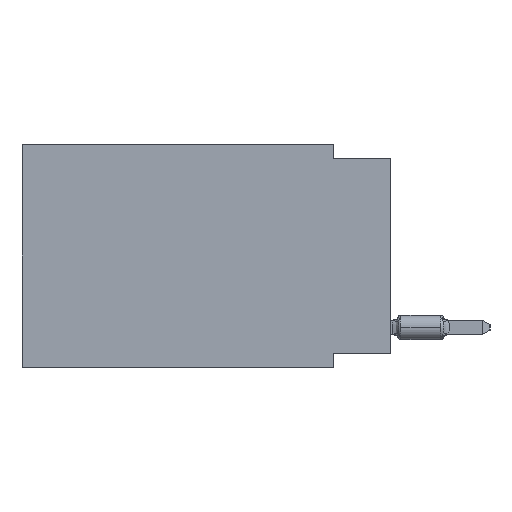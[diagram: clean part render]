
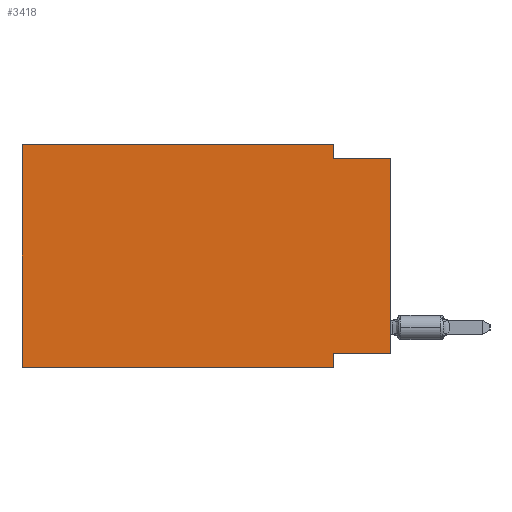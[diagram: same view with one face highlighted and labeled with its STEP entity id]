
A CAD part, left-side view. The second image highlights one B-rep face of the part: STEP entity #3418.
In plain terms, the highlighted planar face has unit normal (-1, 0, 0).
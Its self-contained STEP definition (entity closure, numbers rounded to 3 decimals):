
#57 = DIRECTION ( 'NONE',  ( 0., -1., 0. ) ) ;
#218 = VERTEX_POINT ( 'NONE', #548 ) ;
#453 = EDGE_CURVE ( 'NONE', #29853, #15458, #18868, .T. ) ;
#472 = ORIENTED_EDGE ( 'NONE', *, *, #26914, .T. ) ;
#548 = CARTESIAN_POINT ( 'NONE',  ( 0., 0., -0.635 ) ) ;
#1338 = VERTEX_POINT ( 'NONE', #16868 ) ;
#1469 = DIRECTION ( 'NONE',  ( 0., -1., 0. ) ) ;
#3418 = ADVANCED_FACE ( 'NONE', ( #16634 ), #9226, .F. ) ;
#3493 = EDGE_CURVE ( 'NONE', #13853, #218, #25921, .T. ) ;
#3943 = CARTESIAN_POINT ( 'NONE',  ( 0., 16.383, -9.906 ) ) ;
#4188 = LINE ( 'NONE', #8991, #16880 ) ;
#4754 = VECTOR ( 'NONE', #5303, 1000. ) ;
#5303 = DIRECTION ( 'NONE',  ( 0., 0., -1. ) ) ;
#5992 = DIRECTION ( 'NONE',  ( 0., 0., 1. ) ) ;
#6665 = VECTOR ( 'NONE', #1469, 1000. ) ;
#6772 = ORIENTED_EDGE ( 'NONE', *, *, #12097, .F. ) ;
#7077 = ORIENTED_EDGE ( 'NONE', *, *, #453, .F. ) ;
#8837 = DIRECTION ( 'NONE',  ( 0., 0., -1. ) ) ;
#8935 = ORIENTED_EDGE ( 'NONE', *, *, #9876, .F. ) ;
#8991 = CARTESIAN_POINT ( 'NONE',  ( 0., 2.54, -9.906 ) ) ;
#9226 = PLANE ( 'NONE',  #10229 ) ;
#9254 = DIRECTION ( 'NONE',  ( 0., 0., 1. ) ) ;
#9522 = VECTOR ( 'NONE', #30474, 1000. ) ;
#9551 = LINE ( 'NONE', #18986, #26348 ) ;
#9804 = EDGE_LOOP ( 'NONE', ( #11336, #16323, #29835, #18639, #6772, #472, #8935, #7077 ) ) ;
#9876 = EDGE_CURVE ( 'NONE', #15458, #26343, #4188, .T. ) ;
#10083 = CARTESIAN_POINT ( 'NONE',  ( 0., 16.383, 0. ) ) ;
#10229 = AXIS2_PLACEMENT_3D ( 'NONE', #26065, #11386, #12001 ) ;
#11336 = ORIENTED_EDGE ( 'NONE', *, *, #20638, .T. ) ;
#11386 = DIRECTION ( 'NONE',  ( 1., 0., 0. ) ) ;
#12001 = DIRECTION ( 'NONE',  ( 0., 0., -1. ) ) ;
#12097 = EDGE_CURVE ( 'NONE', #17330, #1338, #9551, .T. ) ;
#13853 = VERTEX_POINT ( 'NONE', #26891 ) ;
#14611 = EDGE_CURVE ( 'NONE', #1338, #23832, #24608, .T. ) ;
#14939 = VECTOR ( 'NONE', #5992, 1000. ) ;
#15274 = CARTESIAN_POINT ( 'NONE',  ( 0., 0., 0. ) ) ;
#15458 = VERTEX_POINT ( 'NONE', #17720 ) ;
#16323 = ORIENTED_EDGE ( 'NONE', *, *, #3493, .F. ) ;
#16634 = FACE_OUTER_BOUND ( 'NONE', #9804, .T. ) ;
#16868 = CARTESIAN_POINT ( 'NONE',  ( 0., 16.383, 0. ) ) ;
#16880 = VECTOR ( 'NONE', #8837, 1000. ) ;
#17330 = VERTEX_POINT ( 'NONE', #19231 ) ;
#17720 = CARTESIAN_POINT ( 'NONE',  ( 0., 2.54, -9.271 ) ) ;
#18123 = VECTOR ( 'NONE', #57, 1000. ) ;
#18341 = LINE ( 'NONE', #3943, #6665 ) ;
#18532 = EDGE_CURVE ( 'NONE', #23832, #13853, #26331, .T. ) ;
#18639 = ORIENTED_EDGE ( 'NONE', *, *, #14611, .F. ) ;
#18868 = LINE ( 'NONE', #28006, #9522 ) ;
#18986 = CARTESIAN_POINT ( 'NONE',  ( 0., 16.383, 0. ) ) ;
#19231 = CARTESIAN_POINT ( 'NONE',  ( 0., 16.383, -9.906 ) ) ;
#19837 = CARTESIAN_POINT ( 'NONE',  ( 0., 2.54, 0. ) ) ;
#20638 = EDGE_CURVE ( 'NONE', #29853, #218, #27166, .T. ) ;
#21090 = CARTESIAN_POINT ( 'NONE',  ( 0., 2.54, 0. ) ) ;
#21265 = CARTESIAN_POINT ( 'NONE',  ( 0., 0., -0.635 ) ) ;
#21344 = CARTESIAN_POINT ( 'NONE',  ( 0., 2.54, -9.906 ) ) ;
#22559 = VECTOR ( 'NONE', #24011, 1000. ) ;
#23832 = VERTEX_POINT ( 'NONE', #21090 ) ;
#24011 = DIRECTION ( 'NONE',  ( 0., -1., 0. ) ) ;
#24608 = LINE ( 'NONE', #10083, #22559 ) ;
#25921 = LINE ( 'NONE', #21265, #18123 ) ;
#26065 = CARTESIAN_POINT ( 'NONE',  ( 0., 16.383, 0. ) ) ;
#26331 = LINE ( 'NONE', #19837, #4754 ) ;
#26343 = VERTEX_POINT ( 'NONE', #21344 ) ;
#26348 = VECTOR ( 'NONE', #9254, 1000. ) ;
#26646 = CARTESIAN_POINT ( 'NONE',  ( 0., 0., -9.271 ) ) ;
#26891 = CARTESIAN_POINT ( 'NONE',  ( 0., 2.54, -0.635 ) ) ;
#26914 = EDGE_CURVE ( 'NONE', #17330, #26343, #18341, .T. ) ;
#27166 = LINE ( 'NONE', #15274, #14939 ) ;
#28006 = CARTESIAN_POINT ( 'NONE',  ( 0., 0., -9.271 ) ) ;
#29835 = ORIENTED_EDGE ( 'NONE', *, *, #18532, .F. ) ;
#29853 = VERTEX_POINT ( 'NONE', #26646 ) ;
#30474 = DIRECTION ( 'NONE',  ( 0., 1., 0. ) ) ;
